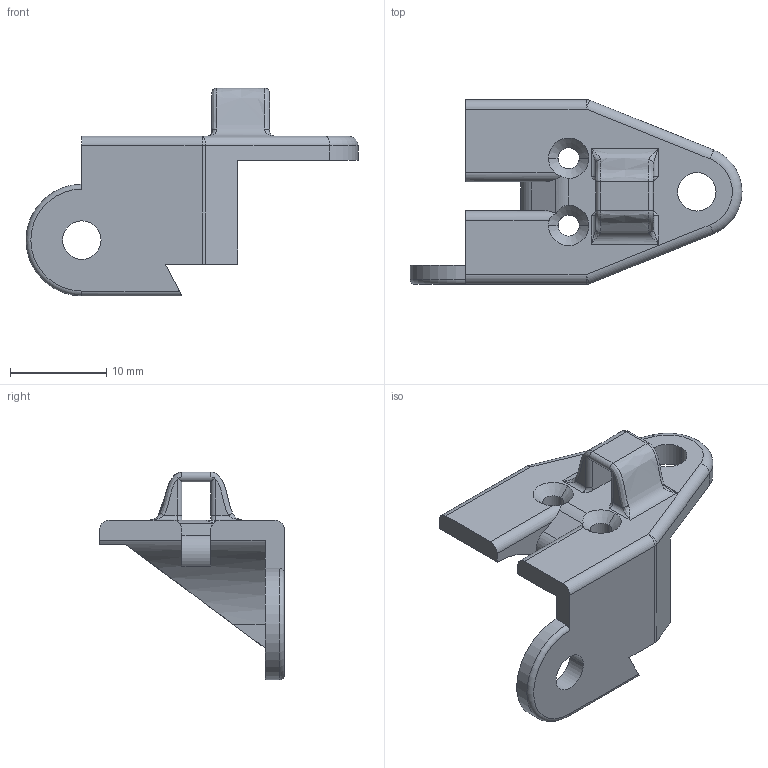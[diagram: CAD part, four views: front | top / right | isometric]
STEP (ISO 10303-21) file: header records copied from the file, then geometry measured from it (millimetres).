
FILE_DESCRIPTION((''),'2;1');
FILE_NAME('GELENK1_OBEN_LEITUNG','2025-07-13T12:30:18',('Mathias'),(''),'CREO PARAMETRIC BY PTC INC, 2023073','CREO PARAMETRIC BY PTC INC, 2023073','');
FILE_SCHEMA(('CONFIG_CONTROL_DESIGN'));
Length unit declared in the file: millimetre
Products named in the file (1): GELENK1_OBEN_LEITUNG
Bounding box: 34.53 x 19.2 x 21.6 mm (x, y, z)
Volume: 2050.5 mm3; surface area: 1933.1 mm2
Topology: 1 solids, 1 shells, 80 faces, 209 edges, 129 vertices
Faces by surface type: cylinder 33, plane 25, bspline 8, torus 6, cone 4, sphere 2, extrusion 2
Entity records: 3736 total; most frequent: CARTESIAN_POINT 1789, ORIENTED_EDGE 418, DIRECTION 372, EDGE_CURVE 209, AXIS2_PLACEMENT_3D 138, VERTEX_POINT 129, VECTOR 96, LINE 94
